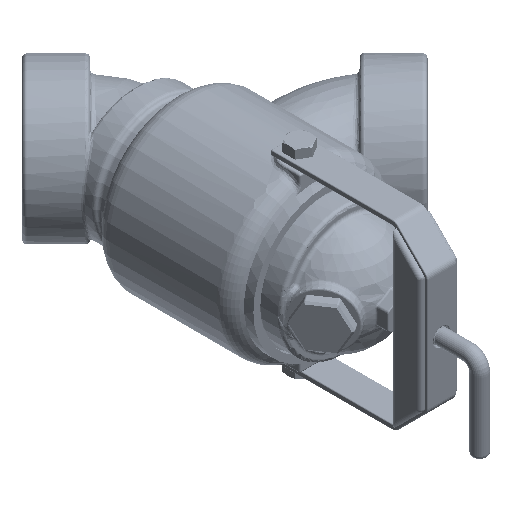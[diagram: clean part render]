
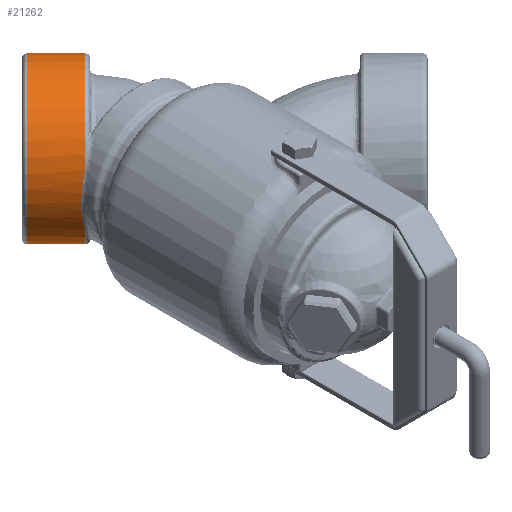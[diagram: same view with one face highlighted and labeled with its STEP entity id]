
A CAD part, isometric view. The second image highlights one B-rep face of the part: STEP entity #21262.
In plain terms, the highlighted cylindrical face has radius 59.055 mm (diameter 118.11 mm), a full revolution.
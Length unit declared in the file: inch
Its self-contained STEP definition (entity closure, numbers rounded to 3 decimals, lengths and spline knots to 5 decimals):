
#195=FACE_BOUND('',#4856,.T.);
#2933=CYLINDRICAL_SURFACE('',#22407,2.325);
#3758=FACE_OUTER_BOUND('',#4855,.T.);
#4855=EDGE_LOOP('',(#15885,#15886));
#4856=EDGE_LOOP('',(#15887));
#7836=CIRCLE('',#22383,2.325);
#7852=CIRCLE('',#22406,2.325);
#8258=B_SPLINE_CURVE_WITH_KNOTS('',3,(#30279,#30280,#30281,#30282,#30283,
#30284),.UNSPECIFIED.,.F.,.F.,(4,1,1,4),(0.,2.04356,3.40594,
4.76831),.UNSPECIFIED.);
#10345=VERTEX_POINT('',#30083);
#10346=VERTEX_POINT('',#30089);
#10357=VERTEX_POINT('',#30649);
#12852=EDGE_CURVE('',#10345,#10346,#7836,.T.);
#12863=EDGE_CURVE('',#10346,#10345,#8258,.T.);
#12879=EDGE_CURVE('',#10357,#10357,#7852,.T.);
#15885=ORIENTED_EDGE('',*,*,#12863,.F.);
#15886=ORIENTED_EDGE('',*,*,#12852,.F.);
#15887=ORIENTED_EDGE('',*,*,#12879,.F.);
#21262=ADVANCED_FACE('',(#3758,#195),#2933,.T.);
#22383=AXIS2_PLACEMENT_3D('',#30090,#23996,#23997);
#22406=AXIS2_PLACEMENT_3D('',#30650,#24042,#24043);
#22407=AXIS2_PLACEMENT_3D('',#30651,#24044,#24045);
#23996=DIRECTION('center_axis',(0.707,-0.707,0.));
#23997=DIRECTION('ref_axis',(0.707,0.707,0.));
#24042=DIRECTION('center_axis',(-0.707,0.707,0.));
#24043=DIRECTION('ref_axis',(-0.707,-0.707,0.));
#24044=DIRECTION('center_axis',(0.707,-0.707,0.));
#24045=DIRECTION('ref_axis',(0.707,0.707,0.));
#30083=CARTESIAN_POINT('',(-2.06251,-0.98983,-0.86444));
#30089=CARTESIAN_POINT('',(-2.06251,-0.98983,0.86444));
#30090=CARTESIAN_POINT('Origin',(-0.53634,0.53634,0.));
#30279=CARTESIAN_POINT('Ctrl Pts',(-2.06251,-0.98983,
0.86444));
#30280=CARTESIAN_POINT('Ctrl Pts',(-2.16294,-1.02096,
0.63216));
#30281=CARTESIAN_POINT('Ctrl Pts',(-2.26299,-1.0534,
0.21385));
#30282=CARTESIAN_POINT('Ctrl Pts',(-2.22771,-1.04189,
-0.38345));
#30283=CARTESIAN_POINT('Ctrl Pts',(-2.12946,-1.01058,
-0.70959));
#30284=CARTESIAN_POINT('Ctrl Pts',(-2.06251,-0.98983,
-0.86444));
#30649=CARTESIAN_POINT('',(0.11773,3.17031,0.));
#30650=CARTESIAN_POINT('Origin',(-1.52629,1.52629,0.));
#30651=CARTESIAN_POINT('Origin',(-1.03132,1.03132,0.));
